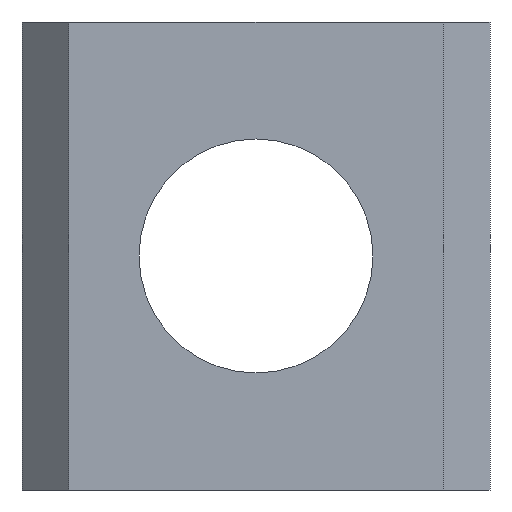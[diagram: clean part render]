
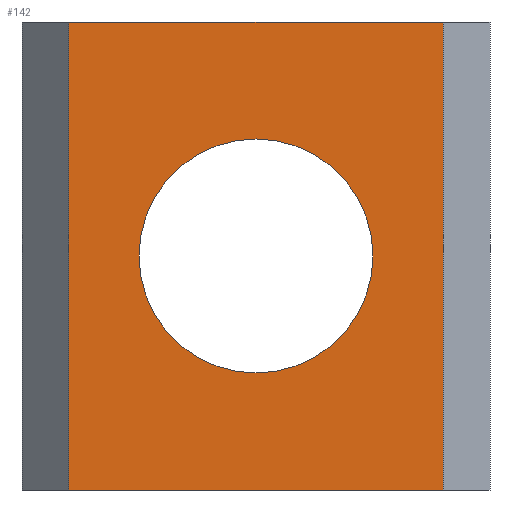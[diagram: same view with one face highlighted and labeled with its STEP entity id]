
A CAD part, front view. The second image highlights one B-rep face of the part: STEP entity #142.
In plain terms, the highlighted planar face has unit normal (0, -1, 0).
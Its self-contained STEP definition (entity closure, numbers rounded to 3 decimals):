
#2 = DIRECTION ( 'NONE',  ( 0., 1., 0. ) ) ;
#8 = FACE_OUTER_BOUND ( 'NONE', #499, .T. ) ;
#15 = VERTEX_POINT ( 'NONE', #175 ) ;
#25 = CARTESIAN_POINT ( 'NONE',  ( 0., 0., 2.5 ) ) ;
#26 = CARTESIAN_POINT ( 'NONE',  ( 4., 0., 10. ) ) ;
#30 = VERTEX_POINT ( 'NONE', #25 ) ;
#31 = DIRECTION ( 'NONE',  ( 0., 0., 1. ) ) ;
#60 = ORIENTED_EDGE ( 'NONE', *, *, #385, .T. ) ;
#70 = DIRECTION ( 'NONE',  ( 0., 0., -1. ) ) ;
#76 = ORIENTED_EDGE ( 'NONE', *, *, #346, .F. ) ;
#77 = AXIS2_PLACEMENT_3D ( 'NONE', #384, #348, #31 ) ;
#81 = VECTOR ( 'NONE', #326, 1000. ) ;
#85 = DIRECTION ( 'NONE',  ( 0., 1., 0. ) ) ;
#90 = LINE ( 'NONE', #471, #309 ) ;
#121 = DIRECTION ( 'NONE',  ( 0., 0., 1. ) ) ;
#122 = PLANE ( 'NONE',  #503 ) ;
#135 = VECTOR ( 'NONE', #470, 1000. ) ;
#142 = ADVANCED_FACE ( 'NONE', ( #331, #8 ), #122, .F. ) ;
#152 = VERTEX_POINT ( 'NONE', #245 ) ;
#159 = LINE ( 'NONE', #216, #135 ) ;
#166 = LINE ( 'NONE', #295, #81 ) ;
#175 = CARTESIAN_POINT ( 'NONE',  ( -4., 0., 0. ) ) ;
#184 = ORIENTED_EDGE ( 'NONE', *, *, #482, .T. ) ;
#192 = EDGE_CURVE ( 'NONE', #15, #254, #166, .T. ) ;
#204 = CIRCLE ( 'NONE', #350, 2.5 ) ;
#216 = CARTESIAN_POINT ( 'NONE',  ( -4., 0., 10. ) ) ;
#226 = CIRCLE ( 'NONE', #77, 2.5 ) ;
#245 = CARTESIAN_POINT ( 'NONE',  ( 0., 0., 7.5 ) ) ;
#254 = VERTEX_POINT ( 'NONE', #475 ) ;
#257 = VERTEX_POINT ( 'NONE', #369 ) ;
#280 = CARTESIAN_POINT ( 'NONE',  ( 0., 0., 5. ) ) ;
#289 = CARTESIAN_POINT ( 'NONE',  ( -4., 0., 10. ) ) ;
#295 = CARTESIAN_POINT ( 'NONE',  ( -4., 0., 0. ) ) ;
#309 = VECTOR ( 'NONE', #335, 1000. ) ;
#326 = DIRECTION ( 'NONE',  ( 1., 0., 0. ) ) ;
#331 = FACE_BOUND ( 'NONE', #355, .T. ) ;
#332 = EDGE_CURVE ( 'NONE', #152, #30, #226, .T. ) ;
#335 = DIRECTION ( 'NONE',  ( 1., 0., 0. ) ) ;
#341 = ORIENTED_EDGE ( 'NONE', *, *, #192, .T. ) ;
#346 = EDGE_CURVE ( 'NONE', #257, #254, #419, .T. ) ;
#348 = DIRECTION ( 'NONE',  ( 0., 1., 0. ) ) ;
#350 = AXIS2_PLACEMENT_3D ( 'NONE', #280, #2, #121 ) ;
#355 = EDGE_LOOP ( 'NONE', ( #464, #184 ) ) ;
#360 = EDGE_CURVE ( 'NONE', #368, #257, #90, .T. ) ;
#368 = VERTEX_POINT ( 'NONE', #407 ) ;
#369 = CARTESIAN_POINT ( 'NONE',  ( 4., 0., 10. ) ) ;
#384 = CARTESIAN_POINT ( 'NONE',  ( 0., 0., 5. ) ) ;
#385 = EDGE_CURVE ( 'NONE', #368, #15, #159, .T. ) ;
#386 = ORIENTED_EDGE ( 'NONE', *, *, #360, .F. ) ;
#407 = CARTESIAN_POINT ( 'NONE',  ( -4., 0., 10. ) ) ;
#419 = LINE ( 'NONE', #26, #426 ) ;
#426 = VECTOR ( 'NONE', #70, 1000. ) ;
#445 = DIRECTION ( 'NONE',  ( 0., 0., 1. ) ) ;
#464 = ORIENTED_EDGE ( 'NONE', *, *, #332, .T. ) ;
#470 = DIRECTION ( 'NONE',  ( 0., 0., -1. ) ) ;
#471 = CARTESIAN_POINT ( 'NONE',  ( -4., 0., 10. ) ) ;
#475 = CARTESIAN_POINT ( 'NONE',  ( 4., 0., 0. ) ) ;
#482 = EDGE_CURVE ( 'NONE', #30, #152, #204, .T. ) ;
#499 = EDGE_LOOP ( 'NONE', ( #341, #76, #386, #60 ) ) ;
#503 = AXIS2_PLACEMENT_3D ( 'NONE', #289, #85, #445 ) ;
